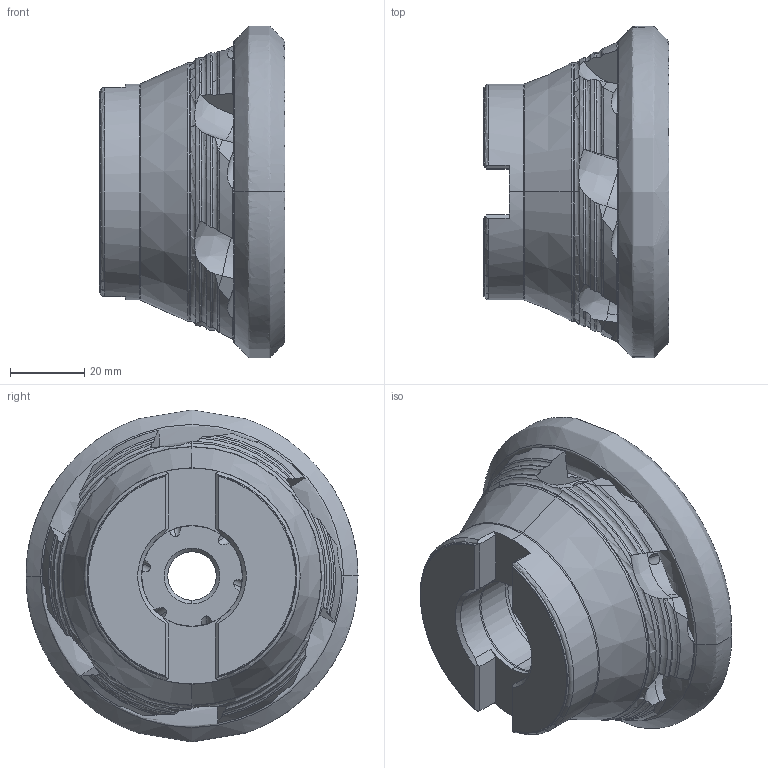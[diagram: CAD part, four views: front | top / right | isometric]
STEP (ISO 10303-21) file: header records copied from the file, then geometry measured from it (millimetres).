
FILE_DESCRIPTION (( 'STEP AP214' ), '1' );
FILE_NAME ('45PP-080-525-6.STEP', '2016-06-17T12:10:17', ( '' ), ( '' ), 'SwSTEP 2.0', 'SolidWorks 2016', '' );
FILE_SCHEMA (( 'AUTOMOTIVE_DESIGN' ));
Length unit declared in the file: millimetre
Products named in the file (1): 45PP-080-525-6
Bounding box: 49.96 x 89.21 x 89.19 mm (x, y, z)
Volume: 162769.8 mm3; surface area: 27347.8 mm2
Topology: 1 solids, 1 shells, 215 faces, 642 edges, 416 vertices
Faces by surface type: plane 59, torus 50, cylinder 50, cone 34, bspline 22
Entity records: 10237 total; most frequent: CARTESIAN_POINT 4942, ORIENTED_EDGE 1284, DIRECTION 874, EDGE_CURVE 642, VERTEX_POINT 416, AXIS2_PLACEMENT_3D 360, B_SPLINE_CURVE_WITH_KNOTS 287, EDGE_LOOP 228
